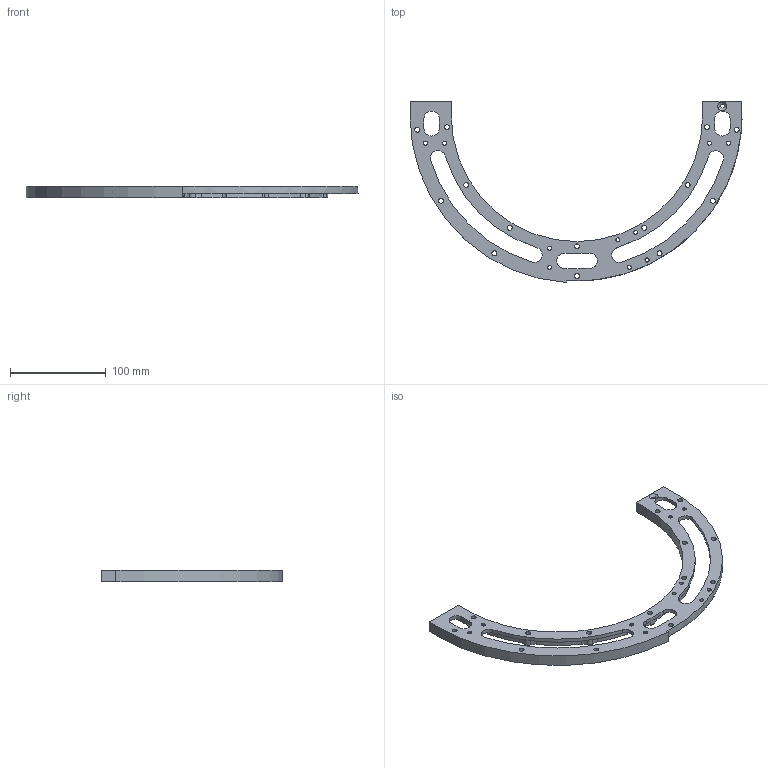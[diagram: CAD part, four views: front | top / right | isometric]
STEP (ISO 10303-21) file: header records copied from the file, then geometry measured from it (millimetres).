
FILE_DESCRIPTION (( 'STEP AP214' ), '1' );
FILE_NAME ('PAN3.2-USI-015-A-Crem.STEP', '2022-08-04T09:58:04', ( '' ), ( '' ), 'SwSTEP 2.0', 'SolidWorks 2021', '' );
FILE_SCHEMA (( 'AUTOMOTIVE_DESIGN' ));
Length unit declared in the file: millimetre
Products named in the file (1): PAN3.2-USI-015-A-Crem
Bounding box: 345.97 x 188.67 x 12 mm (x, y, z)
Volume: 110779.7 mm3; surface area: 54428.6 mm2
Topology: 1 solids, 1 shells, 195 faces, 561 edges, 362 vertices
Faces by surface type: cylinder 154, cone 22, plane 19
Entity records: 7004 total; most frequent: DIRECTION 1288, ORIENTED_EDGE 1122, CARTESIAN_POINT 1119, EDGE_CURVE 561, AXIS2_PLACEMENT_3D 531, VERTEX_POINT 362, CIRCLE 335, EDGE_LOOP 249
